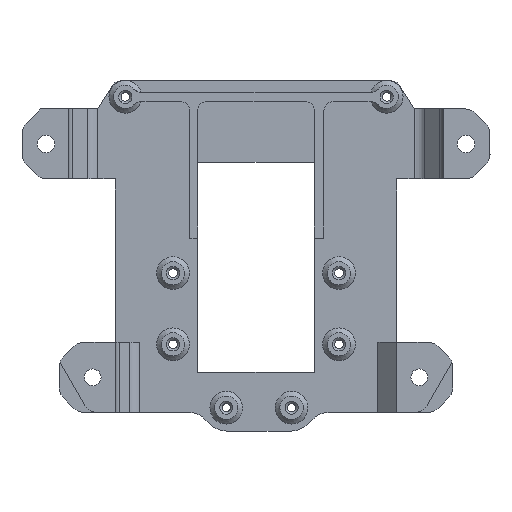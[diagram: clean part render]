
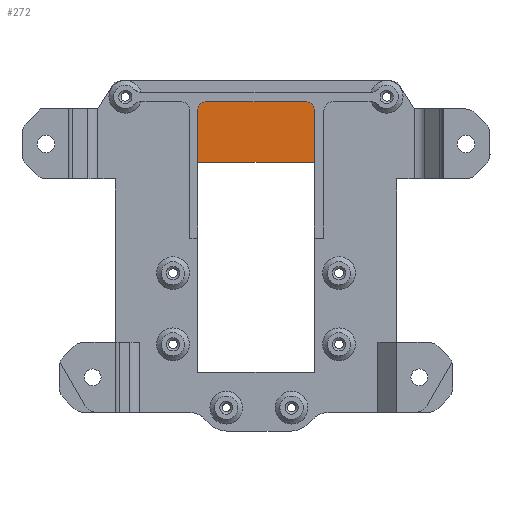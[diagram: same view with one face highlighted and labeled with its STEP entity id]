
A CAD part, front view. The second image highlights one B-rep face of the part: STEP entity #272.
In plain terms, the highlighted planar face has unit normal (0, -1, 0).
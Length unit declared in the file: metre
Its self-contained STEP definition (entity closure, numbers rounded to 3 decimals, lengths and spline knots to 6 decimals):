
#272 = ADVANCED_FACE( '', ( #655 ), #656, .T. );
#655 = FACE_OUTER_BOUND( '', #1157, .T. );
#656 = PLANE( '', #1158 );
#1157 = EDGE_LOOP( '', ( #1957, #1958, #1959, #1960, #1961, #1962 ) );
#1158 = AXIS2_PLACEMENT_3D( '', #1963, #1964, #1965 );
#1957 = ORIENTED_EDGE( '', *, *, #3043, .T. );
#1958 = ORIENTED_EDGE( '', *, *, #3044, .T. );
#1959 = ORIENTED_EDGE( '', *, *, #2795, .F. );
#1960 = ORIENTED_EDGE( '', *, *, #2941, .T. );
#1961 = ORIENTED_EDGE( '', *, *, #3045, .F. );
#1962 = ORIENTED_EDGE( '', *, *, #3046, .T. );
#1963 = CARTESIAN_POINT( '', ( 0.030913, 0.010111, 0.038762 ) );
#1964 = DIRECTION( '', ( 0., -1., 0. ) );
#1965 = DIRECTION( '', ( 1., 0., 0. ) );
#2795 = EDGE_CURVE( '', #3320, #3321, #3322, .T. );
#2941 = EDGE_CURVE( '', #3320, #3576, #3578, .T. );
#3043 = EDGE_CURVE( '', #3735, #3736, #3737, .T. );
#3044 = EDGE_CURVE( '', #3736, #3321, #3738, .T. );
#3045 = EDGE_CURVE( '', #3739, #3576, #3740, .T. );
#3046 = EDGE_CURVE( '', #3739, #3735, #3741, .T. );
#3320 = VERTEX_POINT( '', #4095 );
#3321 = VERTEX_POINT( '', #4096 );
#3322 = LINE( '', #4097, #4098 );
#3576 = VERTEX_POINT( '', #4449 );
#3578 = CIRCLE( '', #4452, 0.002 );
#3735 = VERTEX_POINT( '', #4661 );
#3736 = VERTEX_POINT( '', #4662 );
#3737 = LINE( '', #4663, #4664 );
#3738 = CIRCLE( '', #4665, 0.002 );
#3739 = VERTEX_POINT( '', #4666 );
#3740 = LINE( '', #4667, #4668 );
#3741 = LINE( '', #4669, #4670 );
#4095 = CARTESIAN_POINT( '', ( 0.020413, 0.010111, 0.074822 ) );
#4096 = CARTESIAN_POINT( '', ( 0.041413, 0.010111, 0.074822 ) );
#4097 = CARTESIAN_POINT( '', ( 0.030913, 0.010111, 0.074822 ) );
#4098 = VECTOR( '', #5109, 1. );
#4449 = CARTESIAN_POINT( '', ( 0.018413, 0.010111, 0.072822 ) );
#4452 = AXIS2_PLACEMENT_3D( '', #5331, #5332, #5333 );
#4661 = CARTESIAN_POINT( '', ( 0.043413, 0.010111, 0.061822 ) );
#4662 = CARTESIAN_POINT( '', ( 0.043413, 0.010111, 0.072822 ) );
#4663 = CARTESIAN_POINT( '', ( 0.043413, 0.010111, 0.060206 ) );
#4664 = VECTOR( '', #5453, 1. );
#4665 = AXIS2_PLACEMENT_3D( '', #5454, #5455, #5456 );
#4666 = CARTESIAN_POINT( '', ( 0.018413, 0.010111, 0.061822 ) );
#4667 = CARTESIAN_POINT( '', ( 0.018413, 0.010111, 0.043625 ) );
#4668 = VECTOR( '', #5457, 1. );
#4669 = CARTESIAN_POINT( '', ( 0.03085, 0.010111, 0.061822 ) );
#4670 = VECTOR( '', #5458, 1. );
#5109 = DIRECTION( '', ( 1., 0., 0. ) );
#5331 = CARTESIAN_POINT( '', ( 0.020413, 0.010111, 0.072822 ) );
#5332 = DIRECTION( '', ( 0., -1., 0. ) );
#5333 = DIRECTION( '', ( 1., 0., 0. ) );
#5453 = DIRECTION( '', ( 0., 0., 1. ) );
#5454 = CARTESIAN_POINT( '', ( 0.041413, 0.010111, 0.072822 ) );
#5455 = DIRECTION( '', ( 0., -1., 0. ) );
#5456 = DIRECTION( '', ( 1., 0., 0. ) );
#5457 = DIRECTION( '', ( 0., 0., 1. ) );
#5458 = DIRECTION( '', ( 1., 0., 0. ) );
